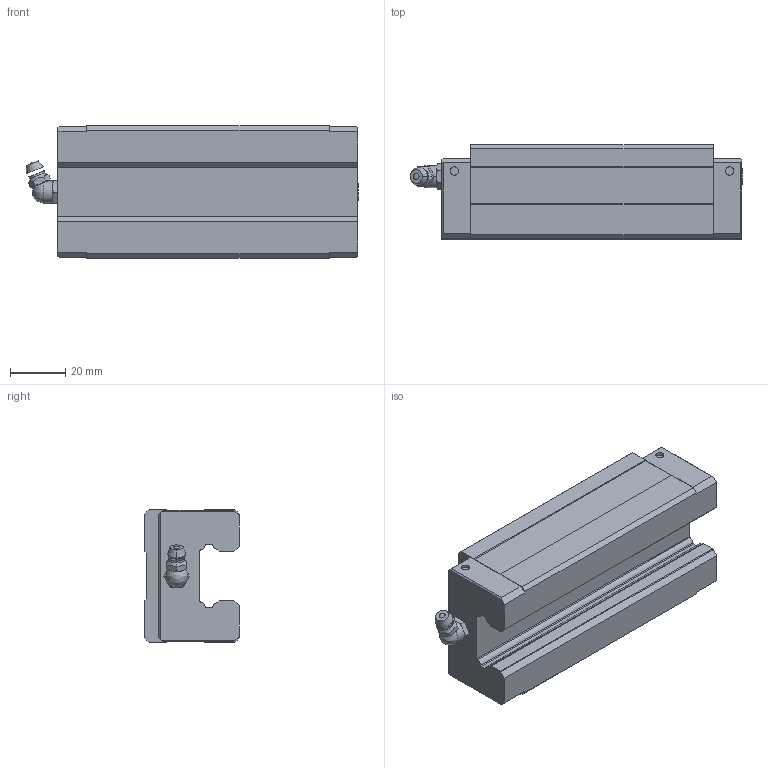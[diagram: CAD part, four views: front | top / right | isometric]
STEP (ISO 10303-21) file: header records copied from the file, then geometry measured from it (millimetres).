
FILE_DESCRIPTION (( 'STEP AP214' ), '1' );
FILE_NAME ('SHS25LRSS, Føringsvogn, Bondy.STEP', '2020-06-15T08:02:56', ( '' ), ( '' ), 'SwSTEP 2.0', 'SolidWorks 2020', '' );
FILE_SCHEMA (( 'AUTOMOTIVE_DESIGN' ));
Length unit declared in the file: millimetre
Products named in the file (3): _SHS25LRSSB-M6F1 Slide15-55; SHS25LRSS, Føringsvogn, Bondy; _B-M6F-SHS_grease_nipple_joint
Assembly tree (2 placements, depth 2):
  SHS25LRSS, Føringsvogn, Bondy
    _SHS25LRSSB-M6F1 Slide15-55
    _B-M6F-SHS_grease_nipple_joint
Bounding box: 120.6 x 34.2 x 48 mm (x, y, z)
Volume: 140491.4 mm3; surface area: 24822.8 mm2
Topology: 1 solids, 3 shells, 174 faces, 453 edges, 282 vertices
Faces by surface type: plane 88, cylinder 44, cone 36, bspline 6
Entity records: 5560 total; most frequent: CARTESIAN_POINT 1244, DIRECTION 892, ORIENTED_EDGE 874, EDGE_CURVE 439, AXIS2_PLACEMENT_3D 308, VERTEX_POINT 282, VECTOR 276, LINE 276
